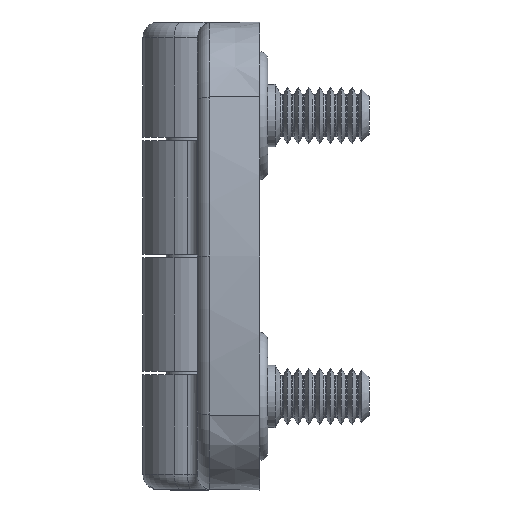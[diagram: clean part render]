
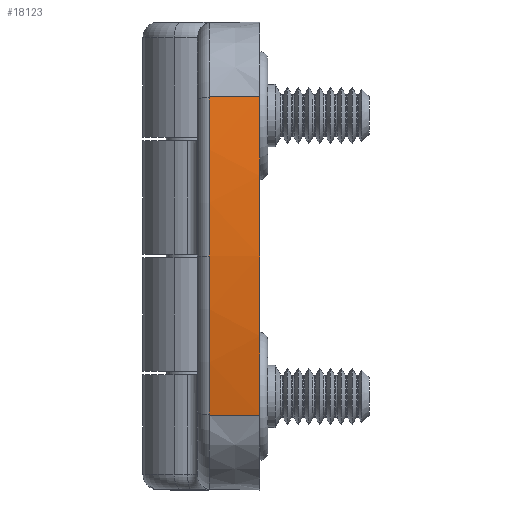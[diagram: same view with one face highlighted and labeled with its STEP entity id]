
A CAD part, left-side view. The second image highlights one B-rep face of the part: STEP entity #18123.
In plain terms, the highlighted conical face has half-angle 0.5 degrees and reference radius 51 mm.
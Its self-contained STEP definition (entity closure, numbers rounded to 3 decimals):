
#5737 = VERTEX_POINT ( 'NONE', #23312 ) ;
#5769 = VERTEX_POINT ( 'NONE', #23325 ) ;
#5773 = EDGE_CURVE ( 'NONE', #5769, #5737, #23363, .T. ) ;
#6550 = EDGE_CURVE ( 'NONE', #6559, #6566, #24091, .T. ) ;
#6559 = VERTEX_POINT ( 'NONE', #24127 ) ;
#6566 = VERTEX_POINT ( 'NONE', #24115 ) ;
#17449 = EDGE_LOOP ( 'NONE', ( #18151, #18099, #18101, #18116, #18118 ) ) ;
#18099 = ORIENTED_EDGE ( 'NONE', *, *, #6550, .T. ) ;
#18101 = ORIENTED_EDGE ( 'NONE', *, *, #18153, .T. ) ;
#18102 = VERTEX_POINT ( 'NONE', #28547 ) ;
#18113 = EDGE_CURVE ( 'NONE', #6559, #5737, #28536, .T. ) ;
#18116 = ORIENTED_EDGE ( 'NONE', *, *, #18117, .T. ) ;
#18117 = EDGE_CURVE ( 'NONE', #18102, #5769, #28532, .T. ) ;
#18118 = ORIENTED_EDGE ( 'NONE', *, *, #5773, .T. ) ;
#18123 = ADVANCED_FACE ( 'NONE', ( #28528 ), #28527, .T. ) ;
#18151 = ORIENTED_EDGE ( 'NONE', *, *, #18113, .F. ) ;
#18153 = EDGE_CURVE ( 'NONE', #6566, #18102, #28561, .T. ) ;
#23312 = CARTESIAN_POINT ( 'NONE',  ( 13.97, -4.5, -10.2 ) ) ;
#23325 = CARTESIAN_POINT ( 'NONE',  ( 13.97, -4.5, 10.2 ) ) ;
#23359 = DIRECTION ( 'NONE',  ( 0., 0., 1. ) ) ;
#23360 = DIRECTION ( 'NONE',  ( 0., 1., 0. ) ) ;
#23361 = CARTESIAN_POINT ( 'NONE',  ( -36., -4.5, 0. ) ) ;
#23362 = AXIS2_PLACEMENT_3D ( 'NONE', #23361, #23360, #23359 ) ;
#23363 = CIRCLE ( 'NONE', #23362, 51. ) ;
#24087 = DIRECTION ( 'NONE',  ( 0., 0., -1. ) ) ;
#24088 = DIRECTION ( 'NONE',  ( 0., -1., 0. ) ) ;
#24089 = CARTESIAN_POINT ( 'NONE',  ( -36., -1.264, 0. ) ) ;
#24090 = AXIS2_PLACEMENT_3D ( 'NONE', #24089, #24088, #24087 ) ;
#24091 = CIRCLE ( 'NONE', #24090, 50.972 ) ;
#24115 = CARTESIAN_POINT ( 'NONE',  ( 14.972, -1.264, 0. ) ) ;
#24127 = CARTESIAN_POINT ( 'NONE',  ( 13.942, -1.264, -10.194 ) ) ;
#28523 = DIRECTION ( 'NONE',  ( 0., 0., 1. ) ) ;
#28524 = DIRECTION ( 'NONE',  ( 0., -1., 0. ) ) ;
#28525 = CARTESIAN_POINT ( 'NONE',  ( -36., -4.5, 0. ) ) ;
#28526 = AXIS2_PLACEMENT_3D ( 'NONE', #28525, #28524, #28523 ) ;
#28527 = CONICAL_SURFACE ( 'NONE', #28526, 51., 0.009 ) ;
#28528 = FACE_OUTER_BOUND ( 'NONE', #17449, .T. ) ;
#28529 = DIRECTION ( 'NONE',  ( 0.009, -1., 0.002 ) ) ;
#28530 = VECTOR ( 'NONE', #28529, 1000. ) ;
#28531 = CARTESIAN_POINT ( 'NONE',  ( 13.97, -4.5, 10.2 ) ) ;
#28532 = LINE ( 'NONE', #28531, #28530 ) ;
#28533 = DIRECTION ( 'NONE',  ( 0.009, -1., -0.002 ) ) ;
#28534 = VECTOR ( 'NONE', #28533, 1000. ) ;
#28535 = CARTESIAN_POINT ( 'NONE',  ( 13.97, -4.5, -10.2 ) ) ;
#28536 = LINE ( 'NONE', #28535, #28534 ) ;
#28547 = CARTESIAN_POINT ( 'NONE',  ( 13.942, -1.264, 10.194 ) ) ;
#28557 = DIRECTION ( 'NONE',  ( 0., 0., -1. ) ) ;
#28558 = DIRECTION ( 'NONE',  ( 0., -1., 0. ) ) ;
#28559 = CARTESIAN_POINT ( 'NONE',  ( -36., -1.264, 0. ) ) ;
#28560 = AXIS2_PLACEMENT_3D ( 'NONE', #28559, #28558, #28557 ) ;
#28561 = CIRCLE ( 'NONE', #28560, 50.972 ) ;
